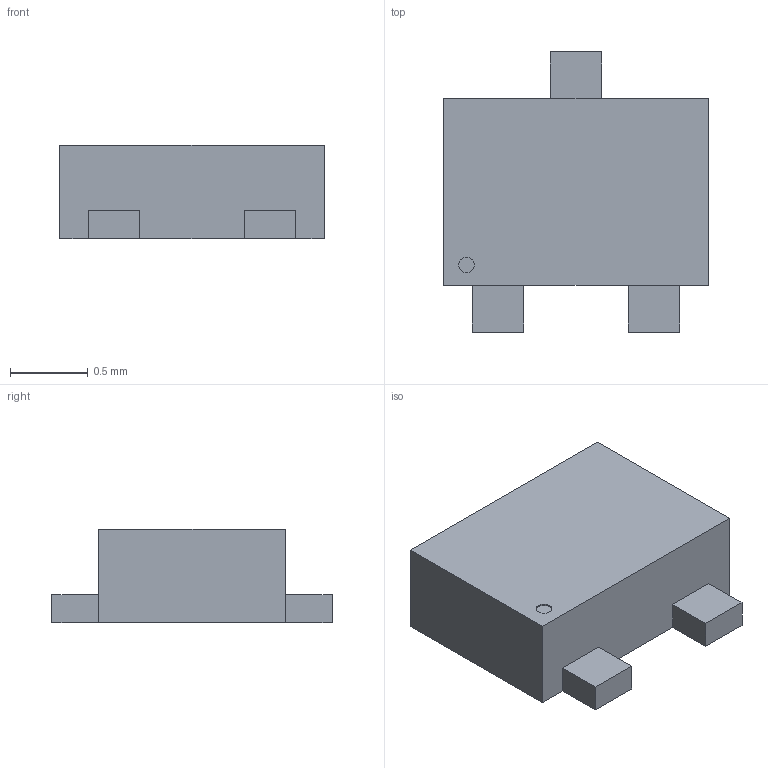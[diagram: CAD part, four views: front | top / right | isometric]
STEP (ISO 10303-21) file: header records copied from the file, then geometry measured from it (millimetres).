
FILE_DESCRIPTION(('FreeCAD Model'),'2;1');
FILE_NAME('SOT50P160X120-3.step', '2020-05-26T21:16:35',('Author'),(''), 'Open CASCADE STEP processor 7.3','FreeCAD','Unknown');
FILE_SCHEMA(('AUTOMOTIVE_DESIGN { 1 0 10303 214 1 1 1 1 }'));
Length unit declared in the file: millimetre
Products named in the file (1): Pocket
Bounding box: 1.7 x 1.8 x 0.6 mm (x, y, z)
Volume: 1.3 mm3; surface area: 8.5 mm2
Topology: 1 solids, 1 shells, 26 faces, 63 edges, 40 vertices
Faces by surface type: plane 25, cylinder 1
Full cylindrical faces by diameter (mm): 0.1 x1
Entity records: 948 total; most frequent: CARTESIAN_POINT 130, ORIENTED_EDGE 126, DIRECTION 119, EDGE_CURVE 63, LINE 61, VECTOR 61, VERTEX_POINT 40, AXIS2_PLACEMENT_3D 29
